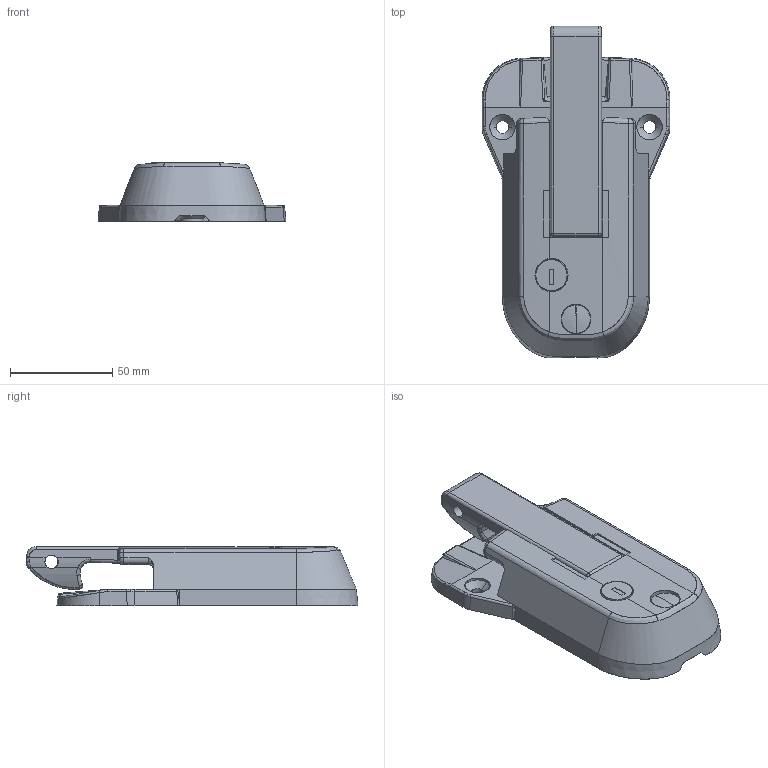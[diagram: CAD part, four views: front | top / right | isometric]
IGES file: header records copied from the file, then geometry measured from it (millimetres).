
Start section: SolidWorks IGES file using analytic representation for surfaces
Global section: file name: FA-813-C-L-1(T0230).IGS; native system: SolidWorks 2018; preprocessor: SolidWorks 2018; author: 1300nh; date: 210906.080214; units: millimetre
Bounding box: 92 x 162.48 x 29.15 mm (x, y, z)
Surface area: 64784 mm2 (no closed solid volume)
Topology: 0 solids, 0 shells, 585 faces, 6898 edges, 6884 vertices
Faces by surface type: bspline 342, revolution 243
